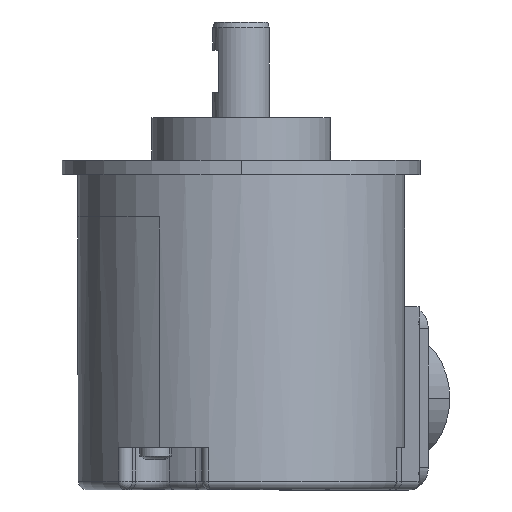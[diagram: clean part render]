
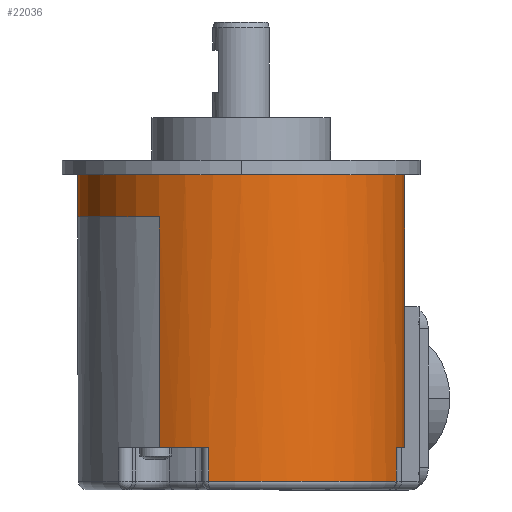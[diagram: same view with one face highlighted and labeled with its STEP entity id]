
A CAD part, left-side view. The second image highlights one B-rep face of the part: STEP entity #22036.
In plain terms, the highlighted cylindrical face has radius 29 mm (diameter 58 mm), a partial arc.
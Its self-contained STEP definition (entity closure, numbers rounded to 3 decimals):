
#3896=CARTESIAN_POINT('',(0.,0.,12.4));
#3897=DIRECTION('',(0.,0.,1.));
#3898=DIRECTION('',(0.,-1.,0.));
#3899=AXIS2_PLACEMENT_3D('',#3896,#3897,#3898);
#3981=DIRECTION('',(0.,0.,1.));
#3982=VECTOR('',#3981,7.5);
#3983=CARTESIAN_POINT('',(0.,-29.,12.4));
#3984=LINE('',#3983,#3982);
#3985=DIRECTION('',(0.,0.,-1.));
#3986=VECTOR('',#3985,15.9);
#3987=CARTESIAN_POINT('',(25.115,-14.5,12.4));
#3988=LINE('',#3987,#3986);
#3989=DIRECTION('',(0.,0.,-1.));
#3990=VECTOR('',#3989,40.9);
#3991=CARTESIAN_POINT('',(-25.115,14.5,12.4));
#3992=LINE('',#3991,#3990);
#3993=CARTESIAN_POINT('',(0.,0.,12.4));
#3994=DIRECTION('',(0.,0.,1.));
#3995=DIRECTION('',(0.,1.,0.));
#3996=AXIS2_PLACEMENT_3D('',#3993,#3994,#3995);
#3998=DIRECTION('',(0.,0.,1.));
#3999=VECTOR('',#3998,7.5);
#4000=CARTESIAN_POINT('',(0.,29.,12.4));
#4001=LINE('',#4000,#3999);
#4014=CARTESIAN_POINT('',(0.,0.,-3.5));
#4015=DIRECTION('',(0.,0.,1.));
#4016=DIRECTION('',(0.304,-0.953,0.));
#4017=AXIS2_PLACEMENT_3D('',#4014,#4015,#4016);
#4191=DIRECTION('',(0.,0.,1.));
#4192=VECTOR('',#4191,25.);
#4193=CARTESIAN_POINT('',(8.815,-27.628,-28.5));
#4194=LINE('',#4193,#4192);
#4298=DIRECTION('',(0.,0.,-1.));
#4299=VECTOR('',#4298,6.);
#4300=CARTESIAN_POINT('',(-9.241,-27.488,-28.5));
#4301=LINE('',#4300,#4299);
#4316=CARTESIAN_POINT('',(0.,0.,-34.5));
#4317=DIRECTION('',(0.,0.,-1.));
#4318=DIRECTION('',(-0.319,-0.948,0.));
#4319=AXIS2_PLACEMENT_3D('',#4316,#4317,#4318);
#4350=DIRECTION('',(0.,0.,1.));
#4351=VECTOR('',#4350,6.);
#4352=CARTESIAN_POINT('',(-28.426,5.741,-34.5));
#4353=LINE('',#4352,#4351);
#5083=CARTESIAN_POINT('',(0.,0.,-28.5));
#5084=DIRECTION('',(0.,0.,1.));
#5085=DIRECTION('',(-0.866,0.5,0.));
#5086=AXIS2_PLACEMENT_3D('',#5083,#5084,#5085);
#5551=CARTESIAN_POINT('',(0.,0.,-28.5));
#5552=DIRECTION('',(0.,0.,1.));
#5553=DIRECTION('',(-0.319,-0.948,0.));
#5554=AXIS2_PLACEMENT_3D('',#5551,#5552,#5553);
#9888=CARTESIAN_POINT('',(0.,0.,19.9));
#9889=DIRECTION('',(0.,0.,1.));
#9890=DIRECTION('',(0.,1.,0.));
#9891=AXIS2_PLACEMENT_3D('',#9888,#9889,#9890);
#16992=CARTESIAN_POINT('',(0.,29.,19.9));
#16993=CARTESIAN_POINT('',(0.,-29.,19.9));
#16994=VERTEX_POINT('',#16992);
#16995=VERTEX_POINT('',#16993);
#17304=CARTESIAN_POINT('',(8.815,-27.628,-3.5));
#17305=VERTEX_POINT('',#17304);
#17306=CARTESIAN_POINT('',(25.115,-14.5,-3.5));
#17307=VERTEX_POINT('',#17306);
#17315=CARTESIAN_POINT('',(8.815,-27.628,-28.5));
#17317=VERTEX_POINT('',#17315);
#17328=CARTESIAN_POINT('',(-9.241,-27.488,-28.5));
#17329=VERTEX_POINT('',#17328);
#17330=CARTESIAN_POINT('',(-28.426,5.741,-28.5));
#17331=VERTEX_POINT('',#17330);
#17336=CARTESIAN_POINT('',(-25.115,14.5,-28.5));
#17337=VERTEX_POINT('',#17336);
#17400=CARTESIAN_POINT('',(-9.241,-27.488,-34.5));
#17401=CARTESIAN_POINT('',(-28.426,5.741,-34.5));
#17402=VERTEX_POINT('',#17400);
#17403=VERTEX_POINT('',#17401);
#17438=CARTESIAN_POINT('',(0.,29.,12.4));
#17439=CARTESIAN_POINT('',(-25.115,14.5,12.4));
#17440=VERTEX_POINT('',#17438);
#17441=VERTEX_POINT('',#17439);
#17442=CARTESIAN_POINT('',(0.,-29.,12.4));
#17443=CARTESIAN_POINT('',(25.115,-14.5,12.4));
#17444=VERTEX_POINT('',#17442);
#17445=VERTEX_POINT('',#17443);
#22007=CARTESIAN_POINT('',(0.,0.,31.5));
#22008=DIRECTION('',(0.,0.,-1.));
#22009=DIRECTION('',(0.,1.,0.));
#22010=AXIS2_PLACEMENT_3D('',#22007,#22008,#22009);
#22011=CYLINDRICAL_SURFACE('',#22010,29.);
#22012=ORIENTED_EDGE('',*,*,#21983,.F.);
#22013=ORIENTED_EDGE('',*,*,#21981,.T.);
#22014=ORIENTED_EDGE('',*,*,#21979,.T.);
#22016=ORIENTED_EDGE('',*,*,#22015,.F.);
#22018=ORIENTED_EDGE('',*,*,#22017,.F.);
#22020=ORIENTED_EDGE('',*,*,#22019,.F.);
#22022=ORIENTED_EDGE('',*,*,#22021,.T.);
#22024=ORIENTED_EDGE('',*,*,#22023,.T.);
#22026=ORIENTED_EDGE('',*,*,#22025,.T.);
#22028=ORIENTED_EDGE('',*,*,#22027,.F.);
#22029=ORIENTED_EDGE('',*,*,#21963,.F.);
#22030=ORIENTED_EDGE('',*,*,#21961,.F.);
#22031=ORIENTED_EDGE('',*,*,#21959,.T.);
#22033=ORIENTED_EDGE('',*,*,#22032,.T.);
#22034=EDGE_LOOP('',(#22012,#22013,#22014,#22016,#22018,#22020,#22022,#22024,
#22026,#22028,#22029,#22030,#22031,#22033));
#22035=FACE_OUTER_BOUND('',#22034,.F.);
#3900=CIRCLE('',#3899,29.);
#3997=CIRCLE('',#3996,29.);
#4018=CIRCLE('',#4017,29.);
#4320=CIRCLE('',#4319,29.);
#5087=CIRCLE('',#5086,29.);
#5555=CIRCLE('',#5554,29.);
#9892=CIRCLE('',#9891,29.);
#21959=EDGE_CURVE('',#17440,#16994,#4001,.T.);
#21961=EDGE_CURVE('',#17440,#17441,#3997,.T.);
#21963=EDGE_CURVE('',#17441,#17337,#3992,.T.);
#21979=EDGE_CURVE('',#17445,#17307,#3988,.T.);
#21981=EDGE_CURVE('',#17444,#17445,#3900,.T.);
#21983=EDGE_CURVE('',#17444,#16995,#3984,.T.);
#22015=EDGE_CURVE('',#17305,#17307,#4018,.T.);
#22017=EDGE_CURVE('',#17317,#17305,#4194,.T.);
#22019=EDGE_CURVE('',#17329,#17317,#5555,.T.);
#22021=EDGE_CURVE('',#17329,#17402,#4301,.T.);
#22023=EDGE_CURVE('',#17402,#17403,#4320,.T.);
#22025=EDGE_CURVE('',#17403,#17331,#4353,.T.);
#22027=EDGE_CURVE('',#17337,#17331,#5087,.T.);
#22032=EDGE_CURVE('',#16994,#16995,#9892,.T.);
#22036=ADVANCED_FACE('',(#22035),#22011,.T.);
